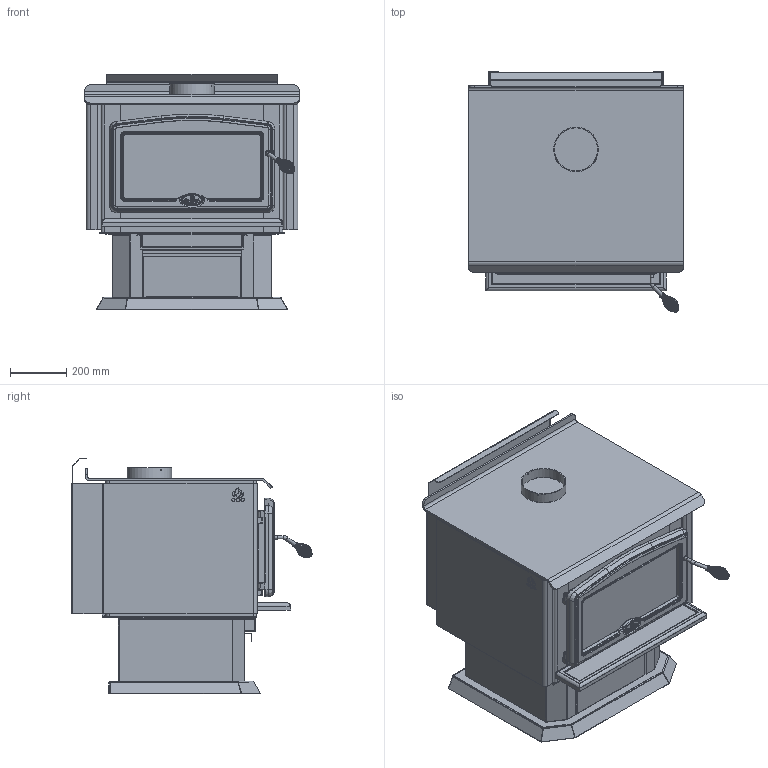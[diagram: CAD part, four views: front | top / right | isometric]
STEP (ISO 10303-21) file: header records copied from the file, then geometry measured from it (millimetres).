
FILE_DESCRIPTION( ( 'Unknown' ), '1' );
FILE_NAME( 'OB02411-CAD.stp', 'Unknown', ( 'Jean-Philippe Alain' ), ( 'SBI' ), 'PSStep 14.0', 'Solid Edge', ' ' );
FILE_SCHEMA( ( 'AUTOMOTIVE_DESIGN { 1 0 10303 214 1 1 1 1 }' ) );
Length unit declared in the file: inch
Products named in the file (26): SE39075-oa0; PL39075; SE24134-oa1; O2086; PL34101; Assem1; PL39000; PL39001; PL39003; PL39017; PL39004; PL39074; PL39036; PL39073; PL39070; PL39025; PL39072; 30105P; 30340; 30340-oa3; 30450; SE39105-01; 30123; O2087; PL39071; 24221
Assembly tree (28 placements, depth 3):
  Assem1
    PL39000
    PL39001
    PL39003
    PL39017
    PL39004
    PL39074
    PL39036
    PL39073
    PL39070
    PL39025
    PL39072
    30105P
    30340
    30340-oa3
    30450
    SE39105-01
    30123  x4
    O2087
    PL39071
    24221
    SE39075-oa0
      PL39075
    SE24134-oa1
      O2086
      PL34101
Bounding box: 762 x 853.92 x 836.8 mm (x, y, z)
Surface area: 9627321.2 mm2 (no closed solid volume)
Topology: 0 solids, 1763 shells, 1763 faces, 8378 edges, 8234 vertices
Faces by surface type: plane 626, cylinder 565, bspline 236, torus 217, cone 100, sphere 18, extrusion 1
Full cylindrical faces by diameter (mm): 3.175 x1, 3.307 x28, 3.904 x2, 3.962 x2, 4.089 x4, 4.216 x3, 4.763 x1, 4.965 x1, 5.556 x2, 5.563 x1, 6.35 x4, 7.925 x1, 7.938 x2, 8.331 x2, 8.379 x1, 9.411 x4, 10.16 x1, 11.243 x4, 12.7 x4, 14.296 x2, 153.162 x1, 158.75 x1
Entity records: 127861 total; most frequent: CARTESIAN_POINT 53664, DIRECTION 13293, ORIENTED_EDGE 7866, EDGE_CURVE 7866, VERTEX_POINT 7866, AXIS2_PLACEMENT_3D 4790, VECTOR 3713, LINE 3712
